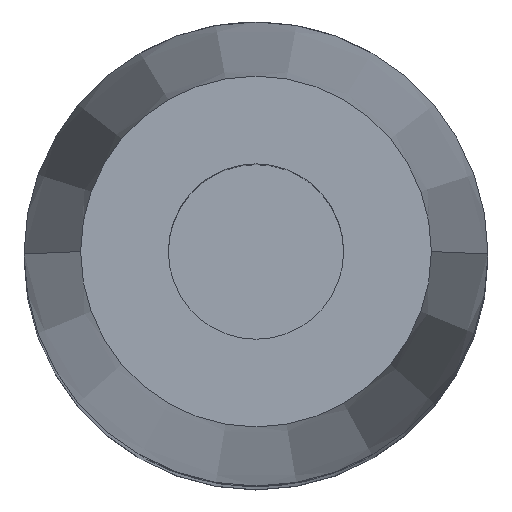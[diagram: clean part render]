
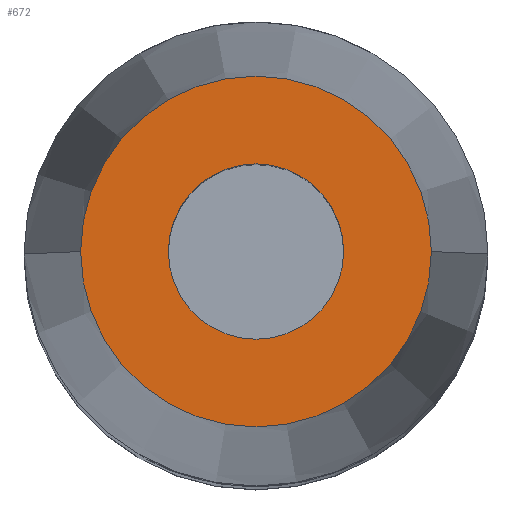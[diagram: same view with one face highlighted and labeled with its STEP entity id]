
A CAD part, top view. The second image highlights one B-rep face of the part: STEP entity #672.
In plain terms, the highlighted planar face has unit normal (0, 0, 1).
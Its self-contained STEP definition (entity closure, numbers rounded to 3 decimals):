
#8 = AXIS2_PLACEMENT_3D ( 'NONE', #567, #260, #686 ) ;
#9 = EDGE_LOOP ( 'NONE', ( #529, #24 ) ) ;
#24 = ORIENTED_EDGE ( 'NONE', *, *, #353, .T. ) ;
#79 = CARTESIAN_POINT ( 'NONE',  ( -6., 0., 0. ) ) ;
#89 = CIRCLE ( 'NONE', #651, 3. ) ;
#120 = PLANE ( 'NONE',  #8 ) ;
#126 = ORIENTED_EDGE ( 'NONE', *, *, #371, .F. ) ;
#129 = DIRECTION ( 'NONE',  ( 1., 0., 0. ) ) ;
#170 = CIRCLE ( 'NONE', #555, 3. ) ;
#176 = DIRECTION ( 'NONE',  ( 1., 0., 0. ) ) ;
#184 = FACE_BOUND ( 'NONE', #496, .T. ) ;
#190 = EDGE_CURVE ( 'NONE', #486, #213, #551, .T. ) ;
#203 = DIRECTION ( 'NONE',  ( 0., 0., 1. ) ) ;
#213 = VERTEX_POINT ( 'NONE', #324 ) ;
#216 = CARTESIAN_POINT ( 'NONE',  ( 0., 0., 0. ) ) ;
#224 = CIRCLE ( 'NONE', #483, 6. ) ;
#260 = DIRECTION ( 'NONE',  ( 0., 0., -1. ) ) ;
#276 = DIRECTION ( 'NONE',  ( 1., 0., 0. ) ) ;
#288 = CARTESIAN_POINT ( 'NONE',  ( 0., 0., 0. ) ) ;
#324 = CARTESIAN_POINT ( 'NONE',  ( 6., 0., 0. ) ) ;
#334 = DIRECTION ( 'NONE',  ( 0., 0., 1. ) ) ;
#342 = FACE_OUTER_BOUND ( 'NONE', #9, .T. ) ;
#353 = EDGE_CURVE ( 'NONE', #213, #486, #224, .T. ) ;
#354 = CARTESIAN_POINT ( 'NONE',  ( 0., 0., 0. ) ) ;
#371 = EDGE_CURVE ( 'NONE', #635, #629, #89, .T. ) ;
#378 = CARTESIAN_POINT ( 'NONE',  ( 3., 0., 0. ) ) ;
#389 = DIRECTION ( 'NONE',  ( 1., 0., 0. ) ) ;
#440 = DIRECTION ( 'NONE',  ( 0., 0., 1. ) ) ;
#474 = CARTESIAN_POINT ( 'NONE',  ( -3., 0., 0. ) ) ;
#475 = DIRECTION ( 'NONE',  ( 0., 0., 1. ) ) ;
#483 = AXIS2_PLACEMENT_3D ( 'NONE', #522, #440, #389 ) ;
#486 = VERTEX_POINT ( 'NONE', #79 ) ;
#496 = EDGE_LOOP ( 'NONE', ( #126, #666 ) ) ;
#522 = CARTESIAN_POINT ( 'NONE',  ( 0., 0., 0. ) ) ;
#529 = ORIENTED_EDGE ( 'NONE', *, *, #190, .T. ) ;
#537 = EDGE_CURVE ( 'NONE', #629, #635, #170, .T. ) ;
#551 = CIRCLE ( 'NONE', #637, 6. ) ;
#555 = AXIS2_PLACEMENT_3D ( 'NONE', #288, #334, #176 ) ;
#567 = CARTESIAN_POINT ( 'NONE',  ( 0., 6., 0. ) ) ;
#629 = VERTEX_POINT ( 'NONE', #474 ) ;
#635 = VERTEX_POINT ( 'NONE', #378 ) ;
#637 = AXIS2_PLACEMENT_3D ( 'NONE', #354, #203, #276 ) ;
#651 = AXIS2_PLACEMENT_3D ( 'NONE', #216, #475, #129 ) ;
#666 = ORIENTED_EDGE ( 'NONE', *, *, #537, .F. ) ;
#672 = ADVANCED_FACE ( 'NONE', ( #184, #342 ), #120, .F. ) ;
#686 = DIRECTION ( 'NONE',  ( -1., 0., 0. ) ) ;
